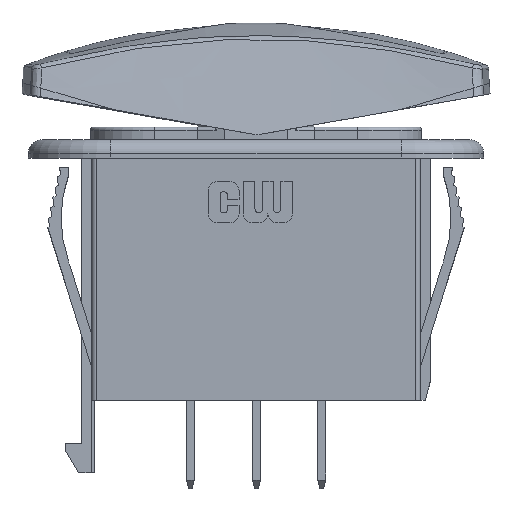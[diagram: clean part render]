
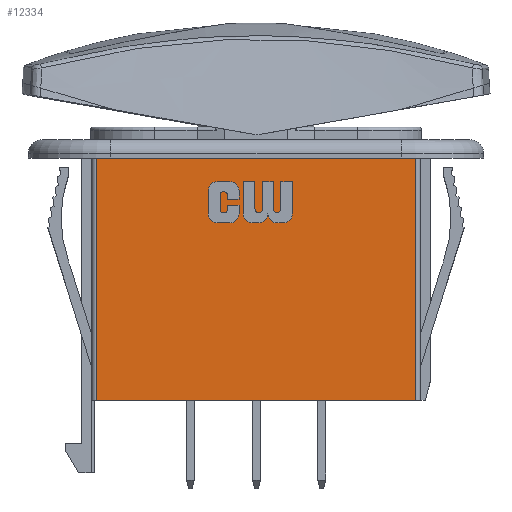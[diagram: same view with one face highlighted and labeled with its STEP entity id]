
A CAD part, top view. The second image highlights one B-rep face of the part: STEP entity #12334.
In plain terms, the highlighted planar face has unit normal (0, 0, 1).
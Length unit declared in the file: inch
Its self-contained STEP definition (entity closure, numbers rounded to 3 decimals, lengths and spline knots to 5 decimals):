
#1199=PLANE('',#12926);
#1676=FACE_OUTER_BOUND('',#2248,.T.);
#2248=EDGE_LOOP('',(#10721,#10722,#10723,#10724));
#3258=LINE('',#27450,#4676);
#3284=LINE('',#27527,#4702);
#3285=LINE('',#27530,#4703);
#3286=LINE('',#27531,#4704);
#4676=VECTOR('',#14737,1.29921);
#4702=VECTOR('',#14821,0.98425);
#4703=VECTOR('',#14824,1.29921);
#4704=VECTOR('',#14825,0.98425);
#6276=VERTEX_POINT('',#27447);
#6277=VERTEX_POINT('',#27449);
#6299=VERTEX_POINT('',#27525);
#6300=VERTEX_POINT('',#27529);
#7958=EDGE_CURVE('',#6277,#6276,#3258,.T.);
#7997=EDGE_CURVE('',#6276,#6299,#3284,.T.);
#7998=EDGE_CURVE('',#6299,#6300,#3285,.T.);
#7999=EDGE_CURVE('',#6300,#6277,#3286,.T.);
#10721=ORIENTED_EDGE('',*,*,#7998,.T.);
#10722=ORIENTED_EDGE('',*,*,#7999,.T.);
#10723=ORIENTED_EDGE('',*,*,#7958,.T.);
#10724=ORIENTED_EDGE('',*,*,#7997,.T.);
#12334=ADVANCED_FACE('',(#1676),#1199,.T.);
#12926=AXIS2_PLACEMENT_3D('',#27528,#14822,#14823);
#14737=DIRECTION('',(1.,0.,0.));
#14821=DIRECTION('',(0.,1.,0.));
#14822=DIRECTION('center_axis',(0.,0.,1.));
#14823=DIRECTION('ref_axis',(1.,0.,0.));
#14824=DIRECTION('',(-1.,0.,0.));
#14825=DIRECTION('',(0.,-1.,0.));
#27447=CARTESIAN_POINT('',(0.64876,-0.10039,0.04954));
#27449=CARTESIAN_POINT('',(-0.65046,-0.10039,0.04954));
#27450=CARTESIAN_POINT('',(-0.65046,-0.10039,0.04954));
#27525=CARTESIAN_POINT('',(0.64876,0.88386,0.04954));
#27527=CARTESIAN_POINT('',(0.64876,-0.10039,0.04954));
#27528=CARTESIAN_POINT('Origin',(-0.65046,-0.10039,
0.04954));
#27529=CARTESIAN_POINT('',(-0.65046,0.88386,0.04954));
#27530=CARTESIAN_POINT('',(0.64876,0.88386,0.04954));
#27531=CARTESIAN_POINT('',(-0.65046,0.88386,0.04954));
